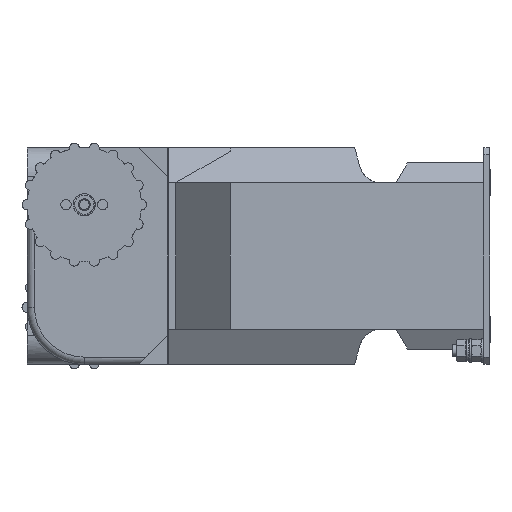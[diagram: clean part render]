
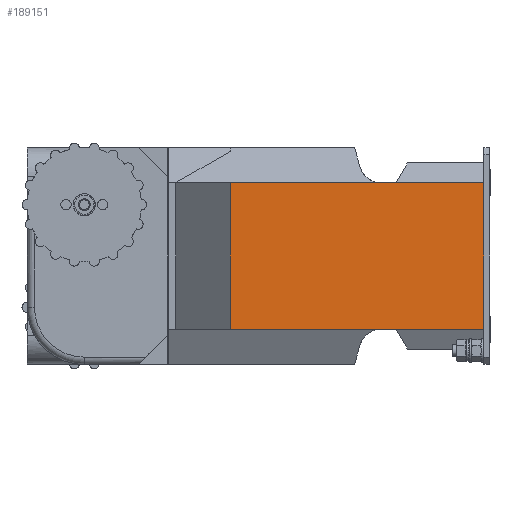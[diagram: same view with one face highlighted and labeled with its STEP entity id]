
A CAD part, left-side view. The second image highlights one B-rep face of the part: STEP entity #189151.
In plain terms, the highlighted planar face has unit normal (-1, 0, 0).
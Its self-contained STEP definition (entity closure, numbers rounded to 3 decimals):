
#1558 = DIRECTION ( 'NONE',  ( 0., -1., 0. ) ) ;
#5543 = LINE ( 'NONE', #107298, #242040 ) ;
#8654 = EDGE_CURVE ( 'NONE', #21474, #226249, #73381, .T. ) ;
#14282 = CARTESIAN_POINT ( 'NONE',  ( -137.5, 174., -50. ) ) ;
#21474 = VERTEX_POINT ( 'NONE', #205989 ) ;
#32197 = ORIENTED_EDGE ( 'NONE', *, *, #124475, .T. ) ;
#45131 = DIRECTION ( 'NONE',  ( 0., 0., 1. ) ) ;
#56895 = DIRECTION ( 'NONE',  ( -1., 0., 0. ) ) ;
#68113 = VECTOR ( 'NONE', #98390, 1000. ) ;
#73381 = LINE ( 'NONE', #103494, #123120 ) ;
#73629 = FACE_OUTER_BOUND ( 'NONE', #227545, .T. ) ;
#76996 = CARTESIAN_POINT ( 'NONE',  ( -137.5, 1., -50. ) ) ;
#81984 = CARTESIAN_POINT ( 'NONE',  ( -137.5, 1., 50. ) ) ;
#84099 = ORIENTED_EDGE ( 'NONE', *, *, #139260, .T. ) ;
#90502 = VECTOR ( 'NONE', #45131, 1000. ) ;
#98390 = DIRECTION ( 'NONE',  ( 0., 0., 1. ) ) ;
#103494 = CARTESIAN_POINT ( 'NONE',  ( -137.5, 174., 50. ) ) ;
#104523 = ORIENTED_EDGE ( 'NONE', *, *, #8654, .F. ) ;
#107298 = CARTESIAN_POINT ( 'NONE',  ( -137.5, 174., -50. ) ) ;
#123120 = VECTOR ( 'NONE', #272930, 1000. ) ;
#124475 = EDGE_CURVE ( 'NONE', #207927, #226249, #124537, .T. ) ;
#124537 = LINE ( 'NONE', #76996, #68113 ) ;
#139202 = VERTEX_POINT ( 'NONE', #148196 ) ;
#139260 = EDGE_CURVE ( 'NONE', #139202, #207927, #5543, .T. ) ;
#140021 = CARTESIAN_POINT ( 'NONE',  ( -137.5, 1., -50. ) ) ;
#148196 = CARTESIAN_POINT ( 'NONE',  ( -137.5, 174., -50. ) ) ;
#150923 = CARTESIAN_POINT ( 'NONE',  ( -137.5, 174., -50. ) ) ;
#183041 = PLANE ( 'NONE',  #238717 ) ;
#188706 = EDGE_CURVE ( 'NONE', #139202, #21474, #259583, .T. ) ;
#189151 = ADVANCED_FACE ( 'NONE', ( #73629 ), #183041, .T. ) ;
#205248 = DIRECTION ( 'NONE',  ( 0., -1., 0. ) ) ;
#205989 = CARTESIAN_POINT ( 'NONE',  ( -137.5, 174., 50. ) ) ;
#207927 = VERTEX_POINT ( 'NONE', #140021 ) ;
#226249 = VERTEX_POINT ( 'NONE', #81984 ) ;
#227545 = EDGE_LOOP ( 'NONE', ( #32197, #104523, #237211, #84099 ) ) ;
#237211 = ORIENTED_EDGE ( 'NONE', *, *, #188706, .F. ) ;
#238717 = AXIS2_PLACEMENT_3D ( 'NONE', #14282, #56895, #205248 ) ;
#242040 = VECTOR ( 'NONE', #1558, 1000. ) ;
#259583 = LINE ( 'NONE', #150923, #90502 ) ;
#272930 = DIRECTION ( 'NONE',  ( 0., -1., 0. ) ) ;
